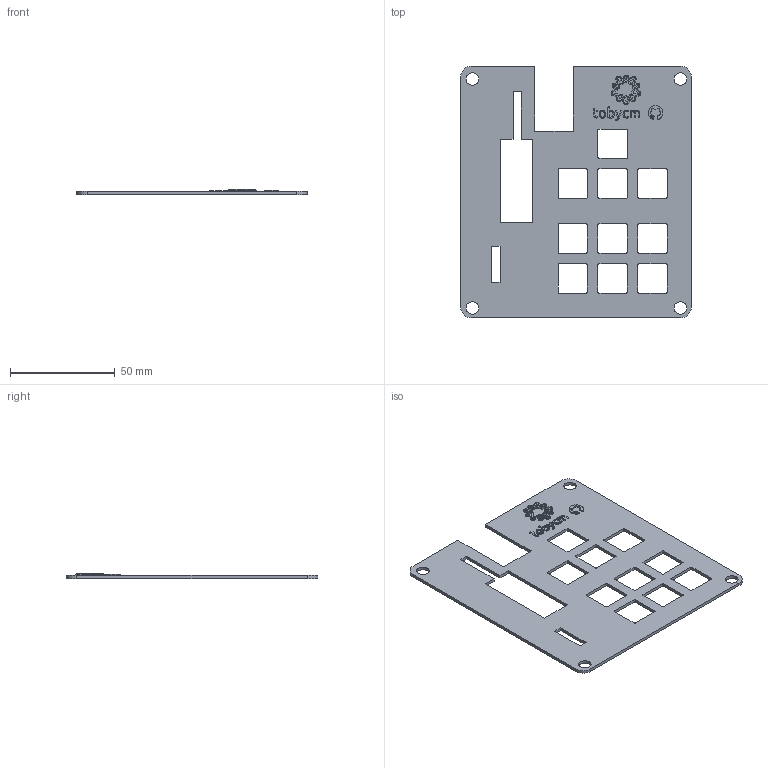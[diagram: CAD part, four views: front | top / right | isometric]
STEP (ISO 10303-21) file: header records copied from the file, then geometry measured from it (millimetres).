
FILE_DESCRIPTION(/* description */ ('STEP AP242','CAx-IF Rec.Pracs.---Representation and Presentation of Product Manufacturing Information (PMI)---4.0---2014-10-13','CAx-IF Rec.Pracs.---3D Tessellated Geometry---0.4---2014-09-14','2;1'),/* implementation_level */ '2;1');
FILE_NAME(/* name */ '67bee3c6cf62141d77922600',/* time_stamp */ '2025-02-26T09:50:00Z',/* author */ (''),/* organization */ (''),/* preprocessor_version */ 'ST-DEVELOPER v20',/* originating_system */ 'ONSHAPE BY PTC INC, 1.194',/* authorisation */ ' ');
FILE_SCHEMA (('AP242_MANAGED_MODEL_BASED_3D_ENGINEERING_MIM_LF { 1 0 10303 442 1 1 4 }'));
Length unit declared in the file: metre
Products named in the file (11): Part 3; Part 7; Part 1; Part 10; Part 4; Part 11; Part 5; Part 8; Part 2; Part 6; Part 9
Bounding box: 110 x 120 x 2.5 mm (x, y, z)
Volume: 14724.9 mm3; surface area: 21910.4 mm2
Topology: 11 solids, 11 shells, 1909 faces, 5628 edges, 3752 vertices
Faces by surface type: plane 1861, cylinder 48
Full cylindrical faces by diameter (mm): 6 x4
Entity records: 62665 total; most frequent: CARTESIAN_POINT 11296, ORIENTED_EDGE 11248, DIRECTION 9560, EDGE_CURVE 5624, LINE 5528, VECTOR 5528, VERTEX_POINT 3752, AXIS2_PLACEMENT_3D 2016
